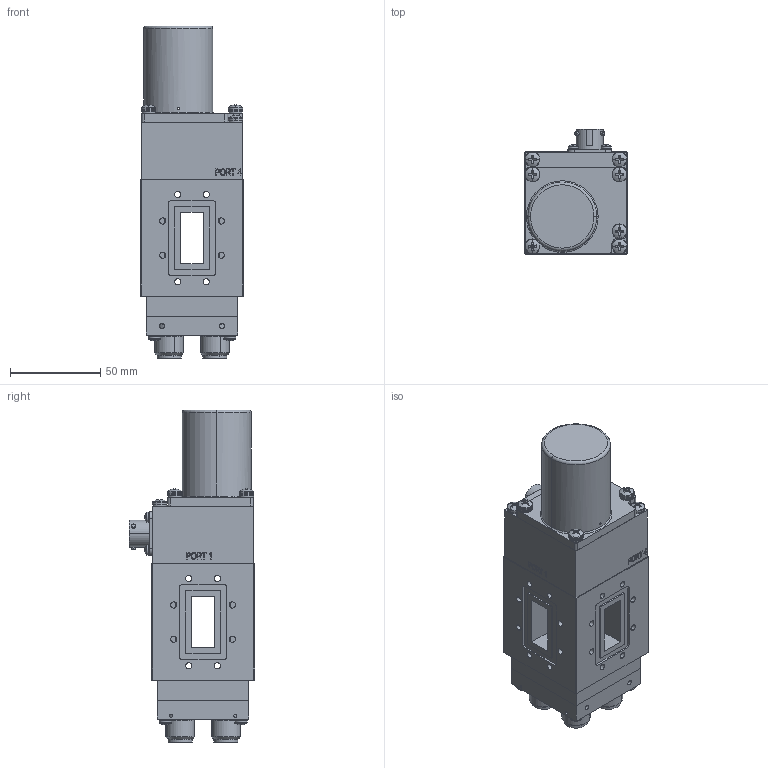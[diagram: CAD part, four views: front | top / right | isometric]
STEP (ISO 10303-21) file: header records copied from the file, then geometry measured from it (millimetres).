
FILE_DESCRIPTION (( 'STEP AP203' ), '1' );
FILE_NAME ('HN-AFS.STEP', '2016-08-25T18:24:40', ( '' ), ( '' ), 'SwSTEP 2.0', 'SolidWorks 2016', '' );
FILE_SCHEMA (( 'CONFIG_CONTROL_DESIGN' ));
Length unit declared in the file: inch
Products named in the file (1): HN-AFS
Bounding box: 57.15 x 69.44 x 184.25 mm (x, y, z)
Surface area: 60400.7 mm2 (no closed solid volume)
Topology: 0 solids, 75 shells, 881 faces, 2771 edges, 1937 vertices
Faces by surface type: plane 429, cylinder 262, torus 69, cone 48, bspline 41, sphere 32
Entity records: 35139 total; most frequent: CARTESIAN_POINT 10715, DIRECTION 5282, ORIENTED_EDGE 4410, EDGE_CURVE 2771, AXIS2_PLACEMENT_3D 1988, VERTEX_POINT 1937, LINE 1306, VECTOR 1306
